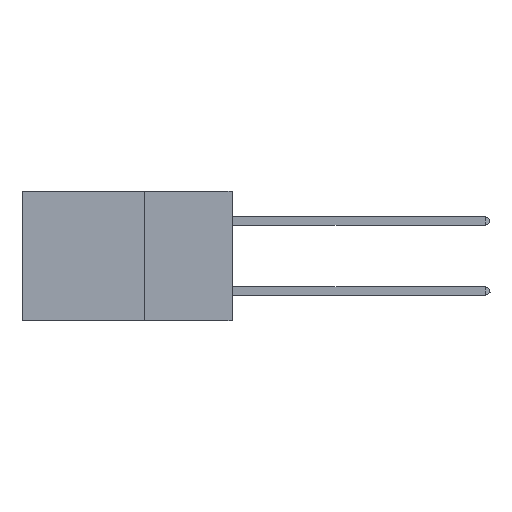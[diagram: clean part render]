
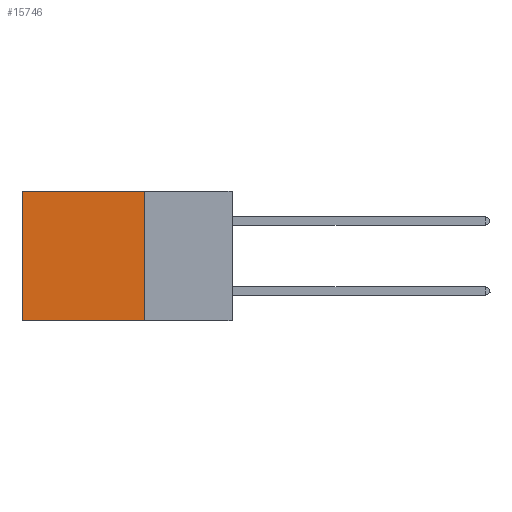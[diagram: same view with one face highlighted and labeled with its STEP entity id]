
A CAD part, left-side view. The second image highlights one B-rep face of the part: STEP entity #15746.
In plain terms, the highlighted planar face has unit normal (-1, 0, 0).
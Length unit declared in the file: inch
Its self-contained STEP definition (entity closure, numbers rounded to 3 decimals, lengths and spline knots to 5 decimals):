
#419 = EDGE_CURVE ( 'NONE', #8479, #12499, #19535, .T. ) ;
#2275 = VECTOR ( 'NONE', #15275, 39.37008 ) ;
#2348 = PLANE ( 'NONE',  #9827 ) ;
#2677 = LINE ( 'NONE', #19222, #16949 ) ;
#2976 = ORIENTED_EDGE ( 'NONE', *, *, #419, .T. ) ;
#3249 = LINE ( 'NONE', #17872, #22098 ) ;
#4215 = EDGE_CURVE ( 'NONE', #12499, #6182, #21501, .T. ) ;
#4893 = CARTESIAN_POINT ( 'NONE',  ( 0.2875, 0.25, 0. ) ) ;
#6157 = EDGE_LOOP ( 'NONE', ( #16928, #20503, #8576, #2976 ) ) ;
#6182 = VERTEX_POINT ( 'NONE', #14385 ) ;
#6425 = CARTESIAN_POINT ( 'NONE',  ( 0.2875, 0.6, 0. ) ) ;
#7205 = CARTESIAN_POINT ( 'NONE',  ( 0.2875, 0.25, -0.37 ) ) ;
#8035 = CARTESIAN_POINT ( 'NONE',  ( 0.2875, 0.25, 0. ) ) ;
#8479 = VERTEX_POINT ( 'NONE', #8035 ) ;
#8576 = ORIENTED_EDGE ( 'NONE', *, *, #15228, .F. ) ;
#8786 = DIRECTION ( 'NONE',  ( 0., 0., -1. ) ) ;
#9391 = CARTESIAN_POINT ( 'NONE',  ( 0.2875, 0.25, 0. ) ) ;
#9827 = AXIS2_PLACEMENT_3D ( 'NONE', #9391, #14334, #21091 ) ;
#11825 = DIRECTION ( 'NONE',  ( 0., 0., -1. ) ) ;
#12499 = VERTEX_POINT ( 'NONE', #12722 ) ;
#12722 = CARTESIAN_POINT ( 'NONE',  ( 0.2875, 0.6, 0. ) ) ;
#13161 = FACE_OUTER_BOUND ( 'NONE', #6157, .T. ) ;
#13705 = VECTOR ( 'NONE', #11825, 39.37008 ) ;
#14334 = DIRECTION ( 'NONE',  ( 1., 0., 0. ) ) ;
#14385 = CARTESIAN_POINT ( 'NONE',  ( 0.2875, 0.6, -0.37 ) ) ;
#15228 = EDGE_CURVE ( 'NONE', #8479, #19415, #2677, .T. ) ;
#15275 = DIRECTION ( 'NONE',  ( 0., 1., 0. ) ) ;
#15746 = ADVANCED_FACE ( 'NONE', ( #13161 ), #2348, .F. ) ;
#16239 = DIRECTION ( 'NONE',  ( 0., 1., 0. ) ) ;
#16928 = ORIENTED_EDGE ( 'NONE', *, *, #4215, .T. ) ;
#16949 = VECTOR ( 'NONE', #8786, 39.37008 ) ;
#17560 = EDGE_CURVE ( 'NONE', #19415, #6182, #3249, .T. ) ;
#17872 = CARTESIAN_POINT ( 'NONE',  ( 0.2875, 0.25, -0.37 ) ) ;
#19222 = CARTESIAN_POINT ( 'NONE',  ( 0.2875, 0.25, 0. ) ) ;
#19415 = VERTEX_POINT ( 'NONE', #7205 ) ;
#19535 = LINE ( 'NONE', #4893, #2275 ) ;
#20503 = ORIENTED_EDGE ( 'NONE', *, *, #17560, .F. ) ;
#21091 = DIRECTION ( 'NONE',  ( 0., 0., -1. ) ) ;
#21501 = LINE ( 'NONE', #6425, #13705 ) ;
#22098 = VECTOR ( 'NONE', #16239, 39.37008 ) ;
